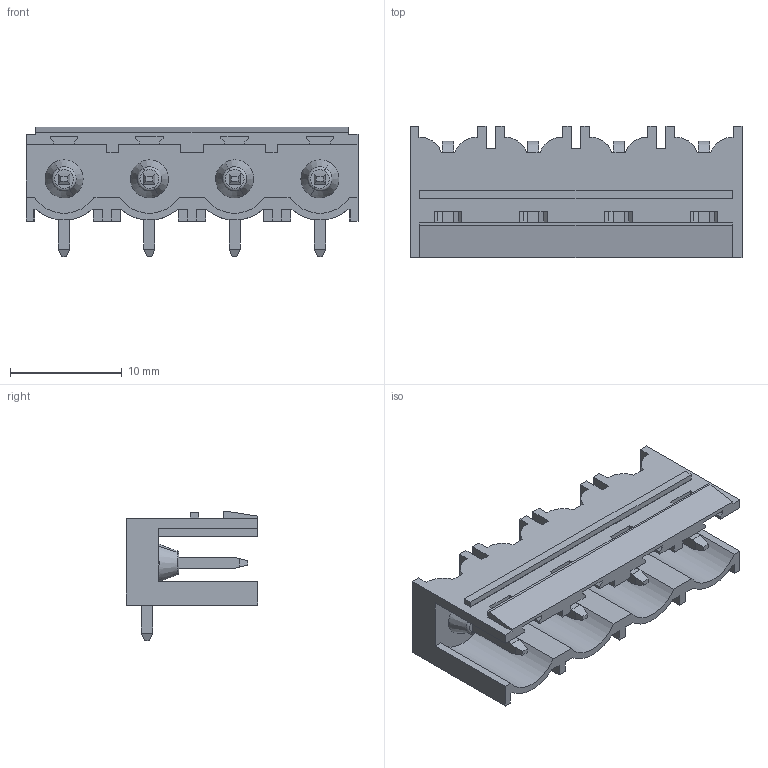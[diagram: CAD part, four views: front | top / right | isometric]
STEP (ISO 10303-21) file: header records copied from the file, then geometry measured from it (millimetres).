
FILE_DESCRIPTION(('CATIA V5 STEP Exchange','CAx-IF Rec.Pracs.--- Model Styling and Organization---1.4--- 2014-01-23'),'2;1');
FILE_NAME ('D1453705_1_1624170000_1624170000.stp','2021-02-15T08:22:45+00:00',('none'),('Weidmueller'),'CATIA Version 5-6 Release 2016 SP3 HF44','CATIA V5 STEP AP214','none');
FILE_SCHEMA(('AUTOMOTIVE_DESIGN { 1 0 10303 214 1 1 1 1 }'));
Length unit declared in the file: millimetre
Products named in the file (1): 1624170000
Bounding box: 29.66 x 11.75 x 11.6 mm (x, y, z)
Volume: 984.1 mm3; surface area: 2491.7 mm2
Topology: 5 solids, 5 shells, 278 faces, 783 edges, 512 vertices
Faces by surface type: plane 224, cylinder 36, cone 8, torus 8, extrusion 2
Entity records: 8509 total; most frequent: CARTESIAN_POINT 1672, ORIENTED_EDGE 1566, DIRECTION 1141, EDGE_CURVE 783, VECTOR 677, LINE 675, VERTEX_POINT 512, EDGE_LOOP 291
